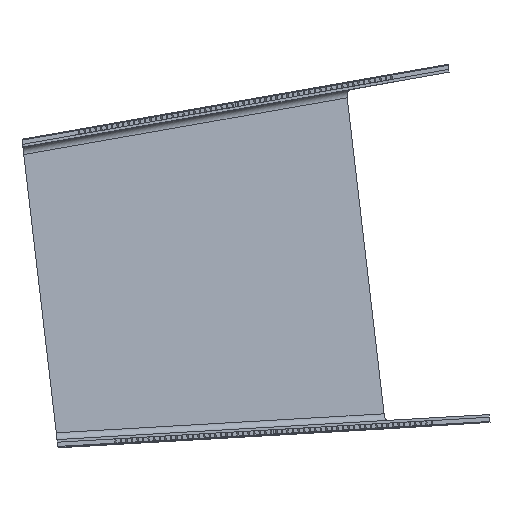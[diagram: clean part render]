
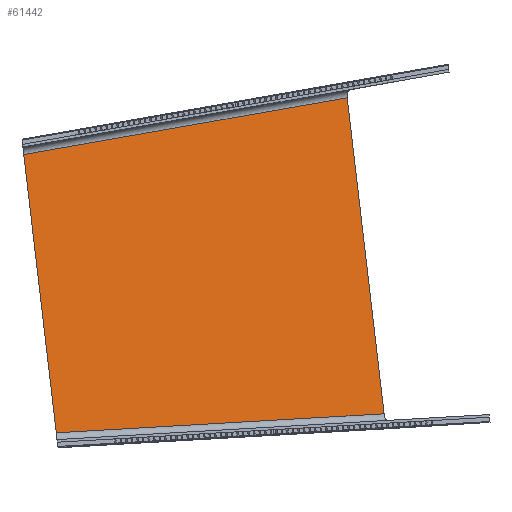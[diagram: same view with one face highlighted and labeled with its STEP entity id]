
A CAD part, top view. The second image highlights one B-rep face of the part: STEP entity #61442.
In plain terms, the highlighted planar face has unit normal (0.229, 0.027, 0.973).
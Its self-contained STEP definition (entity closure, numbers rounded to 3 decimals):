
#60664 = PLANE('',#60665);
#60665 = AXIS2_PLACEMENT_3D('',#60666,#60667,#60668);
#60666 = CARTESIAN_POINT('',(8477.034,990.823,0.));
#60667 = DIRECTION('',(0.993,0.116,0.));
#60668 = DIRECTION('',(0.,0.,-1.));
#60741 = VERTEX_POINT('',#60742);
#60742 = CARTESIAN_POINT('',(8426.267,1425.166,
    5296.67));
#60757 = CYLINDRICAL_SURFACE('',#60758,23.);
#60758 = AXIS2_PLACEMENT_3D('',#60759,#60760,#60761);
#60759 = CARTESIAN_POINT('',(8440.346,1427.335,
    5316.935));
#60760 = DIRECTION('',(0.958,0.169,-0.23));
#60761 = DIRECTION('',(-0.229,-0.027,
    -0.973));
#60776 = EDGE_CURVE('',#60777,#60741,#60779,.T.);
#60777 = VERTEX_POINT('',#60778);
#60778 = CARTESIAN_POINT('',(8528.826,547.719,
    5296.67));
#60779 = SURFACE_CURVE('',#60780,(#60784,#60790),.PCURVE_S1.);
#60780 = LINE('',#60781,#60782);
#60781 = CARTESIAN_POINT('',(8477.034,990.823,
    5296.67));
#60782 = VECTOR('',#60783,1.);
#60783 = DIRECTION('',(-0.116,0.993,0.)
  );
#60784 = PCURVE('',#60664,#60785);
#60785 = DEFINITIONAL_REPRESENTATION('',(#60786),#60789);
#60786 = B_SPLINE_CURVE_WITH_KNOTS('',1,(#60787,#60788),.UNSPECIFIED.,
  .F.,.F.,(2,2),(-12000000.,12000000.),
  .PIECEWISE_BEZIER_KNOTS.);
#60787 = CARTESIAN_POINT('',(-5296.149,-12000000.));
#60788 = CARTESIAN_POINT('',(-5297.191,12000000.));
#60789 = ( GEOMETRIC_REPRESENTATION_CONTEXT(2) 
PARAMETRIC_REPRESENTATION_CONTEXT() REPRESENTATION_CONTEXT('2D SPACE',''
  ) );
#60790 = PCURVE('',#60791,#60796);
#60791 = PLANE('',#60792);
#60792 = AXIS2_PLACEMENT_3D('',#60793,#60794,#60795);
#60793 = CARTESIAN_POINT('',(1629.415,190.451,
    6928.956));
#60794 = DIRECTION('',(0.229,0.027,0.973)
  );
#60795 = DIRECTION('',(0.973,0.,-0.229
    ));
#60796 = DEFINITIONAL_REPRESENTATION('',(#60797),#60800);
#60797 = B_SPLINE_CURVE_WITH_KNOTS('',1,(#60798,#60799),.UNSPECIFIED.,
  .F.,.F.,(2,2),(-12000000.,12000000.),
  .PIECEWISE_BEZIER_KNOTS.);
#60798 = CARTESIAN_POINT('',(1363161.859,-11922325.274));
#60799 = CARTESIAN_POINT('',(-1349082.968,11923926.591));
#60800 = ( GEOMETRIC_REPRESENTATION_CONTEXT(2) 
PARAMETRIC_REPRESENTATION_CONTEXT() REPRESENTATION_CONTEXT('2D SPACE',''
  ) );
#60819 = CYLINDRICAL_SURFACE('',#60820,23.);
#60820 = AXIS2_PLACEMENT_3D('',#60821,#60822,#60823);
#60821 = CARTESIAN_POINT('',(9564.665,608.358,
    5075.051));
#60822 = DIRECTION('',(-0.972,-0.057,0.23
    ));
#60823 = DIRECTION('',(-0.229,-0.027,
    -0.973));
#61056 = PLANE('',#61057);
#61057 = AXIS2_PLACEMENT_3D('',#61058,#61059,#61060);
#61058 = CARTESIAN_POINT('',(5582.288,652.476,
    -2819.375));
#61059 = DIRECTION('',(0.888,0.104,-0.448));
#61060 = DIRECTION('',(-0.451,0.,
    -0.893));
#61390 = VERTEX_POINT('',#61391);
#61391 = CARTESIAN_POINT('',(9562.906,607.947,
    5051.84));
#61422 = EDGE_CURVE('',#61390,#60777,#61423,.T.);
#61423 = SURFACE_CURVE('',#61424,(#61428,#61435),.PCURVE_S1.);
#61424 = LINE('',#61425,#61426);
#61425 = CARTESIAN_POINT('',(9559.402,607.743,
    5052.669));
#61426 = VECTOR('',#61427,1.);
#61427 = DIRECTION('',(-0.972,-0.057,0.23
    ));
#61428 = PCURVE('',#60819,#61429);
#61429 = DEFINITIONAL_REPRESENTATION('',(#61430),#61434);
#61430 = LINE('',#61431,#61432);
#61431 = CARTESIAN_POINT('',(0.,0.));
#61432 = VECTOR('',#61433,1.);
#61433 = DIRECTION('',(0.,1.));
#61434 = ( GEOMETRIC_REPRESENTATION_CONTEXT(2) 
PARAMETRIC_REPRESENTATION_CONTEXT() REPRESENTATION_CONTEXT('2D SPACE',''
  ) );
#61435 = PCURVE('',#60791,#61436);
#61436 = DEFINITIONAL_REPRESENTATION('',(#61437),#61441);
#61437 = LINE('',#61438,#61439);
#61438 = CARTESIAN_POINT('',(8148.928,417.441));
#61439 = VECTOR('',#61440,1.);
#61440 = DIRECTION('',(-0.998,-0.057));
#61441 = ( GEOMETRIC_REPRESENTATION_CONTEXT(2) 
PARAMETRIC_REPRESENTATION_CONTEXT() REPRESENTATION_CONTEXT('2D SPACE',''
  ) );
#61442 = ADVANCED_FACE('',(#61443),#60791,.T.);
#61443 = FACE_BOUND('',#61444,.T.);
#61444 = EDGE_LOOP('',(#61445,#61466,#61487,#61488));
#61445 = ORIENTED_EDGE('',*,*,#61446,.T.);
#61446 = EDGE_CURVE('',#61390,#61447,#61449,.T.);
#61447 = VERTEX_POINT('',#61448);
#61448 = CARTESIAN_POINT('',(9446.363,1605.036,
    5051.84));
#61449 = SURFACE_CURVE('',#61450,(#61454,#61460),.PCURVE_S1.);
#61450 = LINE('',#61451,#61452);
#61451 = CARTESIAN_POINT('',(9504.123,1110.872,
    5051.84));
#61452 = VECTOR('',#61453,1.);
#61453 = DIRECTION('',(-0.116,0.993,0.)
  );
#61454 = PCURVE('',#60791,#61455);
#61455 = DEFINITIONAL_REPRESENTATION('',(#61456),#61459);
#61456 = B_SPLINE_CURVE_WITH_KNOTS('',1,(#61457,#61458),.UNSPECIFIED.,
  .F.,.F.,(2,2),(-12016930.391,12016007.357),
  .PIECEWISE_BEZIER_KNOTS.);
#61457 = CARTESIAN_POINT('',(1366130.854,-11939027.134));
#61458 = CARTESIAN_POINT('',(-1349835.929,11939951.514));
#61459 = ( GEOMETRIC_REPRESENTATION_CONTEXT(2) 
PARAMETRIC_REPRESENTATION_CONTEXT() REPRESENTATION_CONTEXT('2D SPACE',''
  ) );
#61460 = PCURVE('',#61056,#61461);
#61461 = DEFINITIONAL_REPRESENTATION('',(#61462),#61465);
#61462 = B_SPLINE_CURVE_WITH_KNOTS('',1,(#61463,#61464),.UNSPECIFIED.,
  .F.,.F.,(2,2),(-12016930.391,12016007.357),
  .PIECEWISE_BEZIER_KNOTS.);
#61463 = CARTESIAN_POINT('',(-637725.312,-12000000.));
#61464 = CARTESIAN_POINT('',(620088.994,12000000.));
#61465 = ( GEOMETRIC_REPRESENTATION_CONTEXT(2) 
PARAMETRIC_REPRESENTATION_CONTEXT() REPRESENTATION_CONTEXT('2D SPACE',''
  ) );
#61466 = ORIENTED_EDGE('',*,*,#61467,.F.);
#61467 = EDGE_CURVE('',#60741,#61447,#61468,.T.);
#61468 = SURFACE_CURVE('',#61469,(#61473,#61480),.PCURVE_S1.);
#61469 = LINE('',#61470,#61471);
#61470 = CARTESIAN_POINT('',(8435.083,1426.72,
    5294.554));
#61471 = VECTOR('',#61472,1.);
#61472 = DIRECTION('',(0.958,0.169,-0.23));
#61473 = PCURVE('',#60791,#61474);
#61474 = DEFINITIONAL_REPRESENTATION('',(#61475),#61479);
#61475 = LINE('',#61476,#61477);
#61476 = CARTESIAN_POINT('',(6999.093,1236.712));
#61477 = VECTOR('',#61478,1.);
#61478 = DIRECTION('',(0.986,0.169));
#61479 = ( GEOMETRIC_REPRESENTATION_CONTEXT(2) 
PARAMETRIC_REPRESENTATION_CONTEXT() REPRESENTATION_CONTEXT('2D SPACE',''
  ) );
#61480 = PCURVE('',#60757,#61481);
#61481 = DEFINITIONAL_REPRESENTATION('',(#61482),#61486);
#61482 = LINE('',#61483,#61484);
#61483 = CARTESIAN_POINT('',(0.,0.));
#61484 = VECTOR('',#61485,1.);
#61485 = DIRECTION('',(0.,1.));
#61486 = ( GEOMETRIC_REPRESENTATION_CONTEXT(2) 
PARAMETRIC_REPRESENTATION_CONTEXT() REPRESENTATION_CONTEXT('2D SPACE',''
  ) );
#61487 = ORIENTED_EDGE('',*,*,#60776,.F.);
#61488 = ORIENTED_EDGE('',*,*,#61422,.F.);
